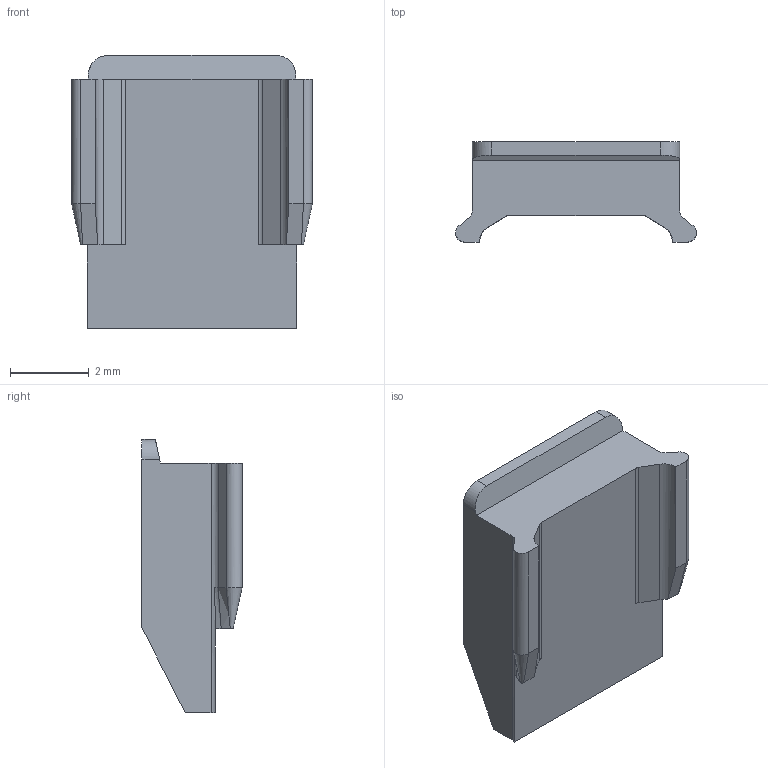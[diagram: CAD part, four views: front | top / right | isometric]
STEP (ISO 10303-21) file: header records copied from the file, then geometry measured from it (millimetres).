
FILE_DESCRIPTION(/* description */ ('CAx-IF Rec.Pracs.---Representation and Presentation of Product Manufacturing Information (PMI)---4.0---2014-10-13','CAx-IF Rec.Pracs.---3D Tessellated Geometry---0.4---2014-09-14','2;1'),/* implementation_level */ '2;1');
FILE_NAME(/* name */ '1980020050040_01-CODE-F_红色_RAL3003__F型板载插体编码块',/* time_stamp */ '2024-04-01T16:24:15+08:00',/* author */ (''),/* organization */ (''),/* preprocessor_version */ 'ST-DEVELOPER v18.1',/* originating_system */ 'SIEMENS PLM Software NX 1980',/* authorisation */ $);
FILE_SCHEMA (('AP242_MANAGED_MODEL_BASED_3D_ENGINEERING_MIM_LF { 1 0 10303 442 3 1 4 }'));
Length unit declared in the file: millimetre
Products named in the file (1): 1980020050040_01-CODE-F_红色_RAL3003__F型板载插体编码块
Bounding box: 6.13 x 2.55 x 6.95 mm (x, y, z)
Volume: 61.6 mm3; surface area: 123.3 mm2
Topology: 1 solids, 1 shells, 35 faces, 93 edges, 60 vertices
Faces by surface type: plane 19, cylinder 12, cone 2, bspline 2
Entity records: 1289 total; most frequent: CARTESIAN_POINT 319, DIRECTION 189, ORIENTED_EDGE 186, EDGE_CURVE 93, AXIS2_PLACEMENT_3D 66, VERTEX_POINT 60, LINE 57, VECTOR 57
